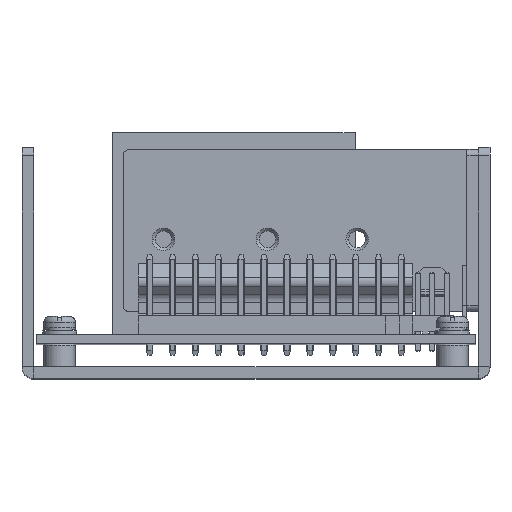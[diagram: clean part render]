
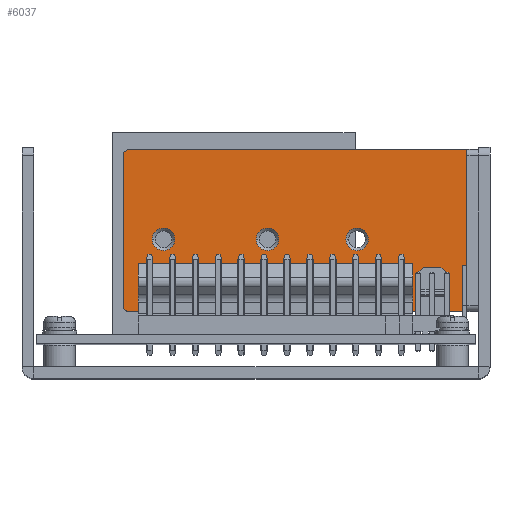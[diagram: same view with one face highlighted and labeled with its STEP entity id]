
A CAD part, top view. The second image highlights one B-rep face of the part: STEP entity #6037.
In plain terms, the highlighted planar face has unit normal (0, 0, 1).
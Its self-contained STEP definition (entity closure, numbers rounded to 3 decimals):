
#5464=CARTESIAN_POINT('',(-29.75,27.,2.));
#5465=DIRECTION('',(0.,0.,1.));
#5466=DIRECTION('',(0.,1.,0.));
#5467=AXIS2_PLACEMENT_3D('',#5464,#5465,#5466);
#5469=DIRECTION('',(-1.,0.,0.));
#5470=VECTOR('',#5469,58.5);
#5471=CARTESIAN_POINT('',(28.75,28.,2.));
#5472=LINE('',#5471,#5470);
#5473=DIRECTION('',(1.,0.,0.));
#5474=VECTOR('',#5473,58.5);
#5475=CARTESIAN_POINT('',(-29.75,0.,2.));
#5476=LINE('',#5475,#5474);
#5477=CARTESIAN_POINT('',(-29.75,1.,2.));
#5478=DIRECTION('',(0.,0.,1.));
#5479=DIRECTION('',(-1.,0.,0.));
#5480=AXIS2_PLACEMENT_3D('',#5477,#5478,#5479);
#5482=DIRECTION('',(0.,-1.,0.));
#5483=VECTOR('',#5482,26.);
#5484=CARTESIAN_POINT('',(-30.75,27.,2.));
#5485=LINE('',#5484,#5483);
#5486=CARTESIAN_POINT('',(-23.75,12.5,2.));
#5487=DIRECTION('',(0.,0.,-1.));
#5488=DIRECTION('',(-1.,0.,0.));
#5489=AXIS2_PLACEMENT_3D('',#5486,#5487,#5488);
#5491=CARTESIAN_POINT('',(-23.75,12.5,2.));
#5492=DIRECTION('',(0.,0.,-1.));
#5493=DIRECTION('',(1.,0.,0.));
#5494=AXIS2_PLACEMENT_3D('',#5491,#5492,#5493);
#5496=CARTESIAN_POINT('',(-5.75,12.5,2.));
#5497=DIRECTION('',(0.,0.,-1.));
#5498=DIRECTION('',(-1.,0.,0.));
#5499=AXIS2_PLACEMENT_3D('',#5496,#5497,#5498);
#5501=CARTESIAN_POINT('',(-5.75,12.5,2.));
#5502=DIRECTION('',(0.,0.,-1.));
#5503=DIRECTION('',(1.,0.,0.));
#5504=AXIS2_PLACEMENT_3D('',#5501,#5502,#5503);
#5506=CARTESIAN_POINT('',(9.75,12.5,2.));
#5507=DIRECTION('',(0.,0.,-1.));
#5508=DIRECTION('',(-1.,0.,0.));
#5509=AXIS2_PLACEMENT_3D('',#5506,#5507,#5508);
#5511=CARTESIAN_POINT('',(9.75,12.5,2.));
#5512=DIRECTION('',(0.,0.,-1.));
#5513=DIRECTION('',(1.,0.,0.));
#5514=AXIS2_PLACEMENT_3D('',#5511,#5512,#5513);
#5650=DIRECTION('',(0.,1.,0.));
#5651=VECTOR('',#5650,28.);
#5652=CARTESIAN_POINT('',(28.75,0.,2.));
#5653=LINE('',#5652,#5651);
#5825=CARTESIAN_POINT('',(28.75,28.,2.));
#5826=VERTEX_POINT('',#5825);
#5827=CARTESIAN_POINT('',(28.75,0.,2.));
#5828=VERTEX_POINT('',#5827);
#5873=CARTESIAN_POINT('',(-29.75,28.,2.));
#5874=VERTEX_POINT('',#5873);
#5875=CARTESIAN_POINT('',(-30.75,27.,2.));
#5876=VERTEX_POINT('',#5875);
#5881=CARTESIAN_POINT('',(-30.75,1.,2.));
#5882=VERTEX_POINT('',#5881);
#5883=CARTESIAN_POINT('',(-29.75,0.,2.));
#5884=VERTEX_POINT('',#5883);
#5901=CARTESIAN_POINT('',(-25.7,12.5,2.));
#5902=CARTESIAN_POINT('',(-21.8,12.5,2.));
#5903=VERTEX_POINT('',#5901);
#5904=VERTEX_POINT('',#5902);
#5909=CARTESIAN_POINT('',(-7.7,12.5,2.));
#5910=CARTESIAN_POINT('',(-3.8,12.5,2.));
#5911=VERTEX_POINT('',#5909);
#5912=VERTEX_POINT('',#5910);
#5917=CARTESIAN_POINT('',(7.8,12.5,2.));
#5918=CARTESIAN_POINT('',(11.7,12.5,2.));
#5919=VERTEX_POINT('',#5917);
#5920=VERTEX_POINT('',#5918);
#6001=CARTESIAN_POINT('',(0.,0.,2.));
#6002=DIRECTION('',(0.,0.,1.));
#6003=DIRECTION('',(1.,0.,0.));
#6004=AXIS2_PLACEMENT_3D('',#6001,#6002,#6003);
#6005=PLANE('',#6004);
#6007=ORIENTED_EDGE('',*,*,#6006,.F.);
#6009=ORIENTED_EDGE('',*,*,#6008,.F.);
#6011=ORIENTED_EDGE('',*,*,#6010,.F.);
#6013=ORIENTED_EDGE('',*,*,#6012,.F.);
#6015=ORIENTED_EDGE('',*,*,#6014,.F.);
#6017=ORIENTED_EDGE('',*,*,#6016,.F.);
#6018=EDGE_LOOP('',(#6007,#6009,#6011,#6013,#6015,#6017));
#6019=FACE_OUTER_BOUND('',#6018,.F.);
#6021=ORIENTED_EDGE('',*,*,#6020,.F.);
#6022=ORIENTED_EDGE('',*,*,#5991,.F.);
#6023=EDGE_LOOP('',(#6021,#6022));
#6024=FACE_BOUND('',#6023,.F.);
#6026=ORIENTED_EDGE('',*,*,#6025,.F.);
#6028=ORIENTED_EDGE('',*,*,#6027,.F.);
#6029=EDGE_LOOP('',(#6026,#6028));
#6030=FACE_BOUND('',#6029,.F.);
#6032=ORIENTED_EDGE('',*,*,#6031,.F.);
#6034=ORIENTED_EDGE('',*,*,#6033,.F.);
#6035=EDGE_LOOP('',(#6032,#6034));
#6036=FACE_BOUND('',#6035,.F.);
#5468=CIRCLE('',#5467,1.);
#5481=CIRCLE('',#5480,1.);
#5490=CIRCLE('',#5489,1.95);
#5495=CIRCLE('',#5494,1.95);
#5500=CIRCLE('',#5499,1.95);
#5505=CIRCLE('',#5504,1.95);
#5510=CIRCLE('',#5509,1.95);
#5515=CIRCLE('',#5514,1.95);
#5991=EDGE_CURVE('',#5904,#5903,#5495,.T.);
#6006=EDGE_CURVE('',#5874,#5876,#5468,.T.);
#6008=EDGE_CURVE('',#5826,#5874,#5472,.T.);
#6010=EDGE_CURVE('',#5828,#5826,#5653,.T.);
#6012=EDGE_CURVE('',#5884,#5828,#5476,.T.);
#6014=EDGE_CURVE('',#5882,#5884,#5481,.T.);
#6016=EDGE_CURVE('',#5876,#5882,#5485,.T.);
#6020=EDGE_CURVE('',#5903,#5904,#5490,.T.);
#6025=EDGE_CURVE('',#5911,#5912,#5500,.T.);
#6027=EDGE_CURVE('',#5912,#5911,#5505,.T.);
#6031=EDGE_CURVE('',#5919,#5920,#5510,.T.);
#6033=EDGE_CURVE('',#5920,#5919,#5515,.T.);
#6037=ADVANCED_FACE('',(#6019,#6024,#6030,#6036),#6005,.T.);
